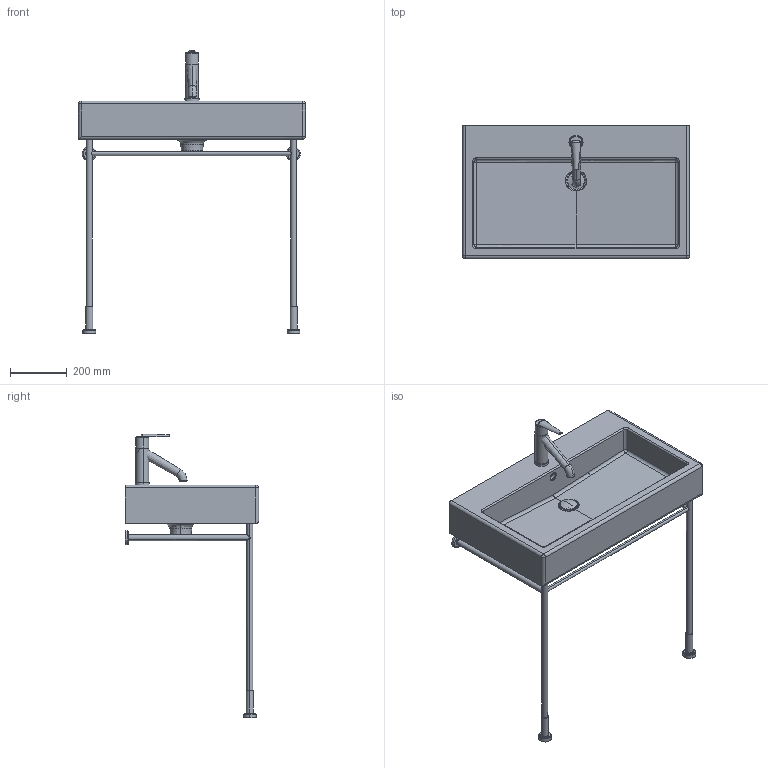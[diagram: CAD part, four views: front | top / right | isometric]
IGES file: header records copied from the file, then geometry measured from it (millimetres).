
Global section: file name: No Iges File Name specified; native system: AutoDesk Inventor R11.0; preprocessor: AutoDesk Inventor Iges Exporter R11.0; author: No Author specified; organization: No Organization specified; date: 20081119.172324; units: millimetre
Bounding box: 800 x 470 x 999.79 mm (x, y, z)
Volume: 21476438.8 mm3; surface area: 1692831.3 mm2
Topology: 8 solids, 8 shells, 205 faces, 472 edges, 287 vertices
Faces by surface type: cylinder 56, plane 56, revolution 30, bspline 22, torus 22, cone 16, sphere 3
